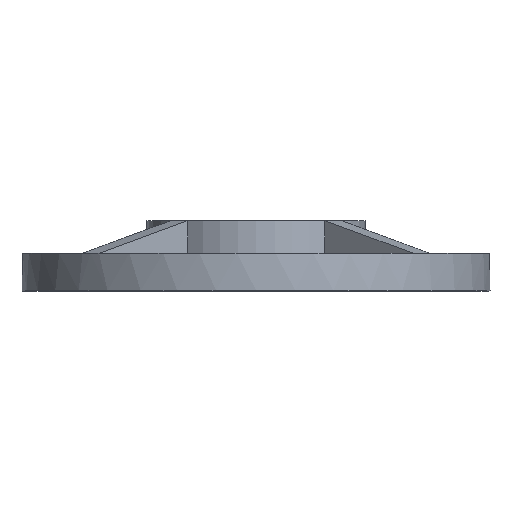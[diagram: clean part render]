
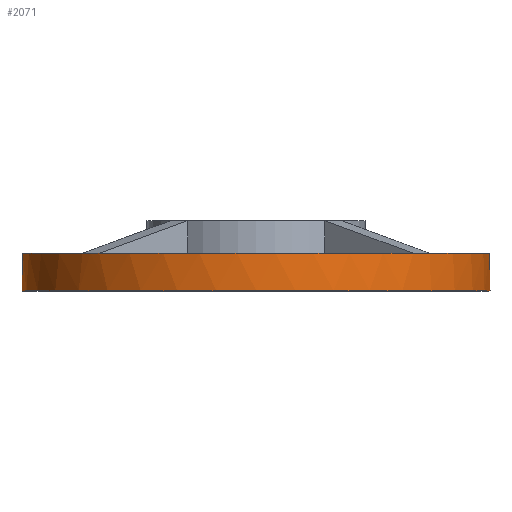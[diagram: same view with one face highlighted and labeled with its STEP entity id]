
A CAD part, top view. The second image highlights one B-rep face of the part: STEP entity #2071.
In plain terms, the highlighted cylindrical face has radius 50 mm (diameter 100 mm), a full revolution.
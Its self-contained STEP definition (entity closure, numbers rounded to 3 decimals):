
#54 = CARTESIAN_POINT ( 'NONE',  ( -34.78, 8.036, -35.96 ) ) ;
#120 = CARTESIAN_POINT ( 'NONE',  ( -37.079, 8., 33.543 ) ) ;
#257 = DIRECTION ( 'NONE',  ( 0., 0., 1. ) ) ;
#280 = AXIS2_PLACEMENT_3D ( 'NONE', #4188, #586, #7808 ) ;
#351 = DIRECTION ( 'NONE',  ( 0., 1., 0. ) ) ;
#464 = CARTESIAN_POINT ( 'NONE',  ( 33.543, 8., 37.079 ) ) ;
#586 = DIRECTION ( 'NONE',  ( 0., 1., 0. ) ) ;
#608 = EDGE_CURVE ( 'NONE', #7548, #4234, #8936, .T. ) ;
#628 = CARTESIAN_POINT ( 'NONE',  ( 33.543, 8., -37.079 ) ) ;
#961 = CARTESIAN_POINT ( 'NONE',  ( -35.96, 8.036, -34.78 ) ) ;
#1207 = EDGE_CURVE ( 'NONE', #6839, #3854, #3277, .T. ) ;
#1446 = AXIS2_PLACEMENT_3D ( 'NONE', #10282, #2198, #257 ) ;
#1558 = CARTESIAN_POINT ( 'NONE',  ( 0., 8., 0. ) ) ;
#1670 = EDGE_CURVE ( 'NONE', #7908, #7908, #3989, .T. ) ;
#1732 = AXIS2_PLACEMENT_3D ( 'NONE', #10459, #9680, #5005 ) ;
#1910 = CARTESIAN_POINT ( 'NONE',  ( -37.079, 8., -33.543 ) ) ;
#2071 = ADVANCED_FACE ( 'NONE', ( #7300, #10566 ), #8440, .T. ) ;
#2114 = CARTESIAN_POINT ( 'NONE',  ( 37.079, 8., 33.543 ) ) ;
#2154 = EDGE_CURVE ( 'NONE', #6248, #4234, #3633, .T. ) ;
#2198 = DIRECTION ( 'NONE',  ( 0., 1., 0. ) ) ;
#2358 = ORIENTED_EDGE ( 'NONE', *, *, #7580, .F. ) ;
#2525 = CARTESIAN_POINT ( 'NONE',  ( 0., 0., 50. ) ) ;
#2565 = AXIS2_PLACEMENT_3D ( 'NONE', #5053, #351, #10338 ) ;
#2738 = DIRECTION ( 'NONE',  ( 0., 1., 0. ) ) ;
#3124 =( BOUNDED_CURVE ( )  B_SPLINE_CURVE ( 3, ( #1910, #961, #54, #11847 ),
 .UNSPECIFIED., .F., .F. ) 
 B_SPLINE_CURVE_WITH_KNOTS ( ( 4, 4 ),
 ( 3.092, 3.192 ),
 .UNSPECIFIED. ) 
 CURVE ( )  GEOMETRIC_REPRESENTATION_ITEM ( )  RATIONAL_B_SPLINE_CURVE ( ( 1., 0.999, 0.999, 1. ) ) 
 REPRESENTATION_ITEM ( '' )  );
#3214 = EDGE_LOOP ( 'NONE', ( #4611 ) ) ;
#3224 = ORIENTED_EDGE ( 'NONE', *, *, #5097, .F. ) ;
#3229 = ORIENTED_EDGE ( 'NONE', *, *, #1207, .T. ) ;
#3277 =( BOUNDED_CURVE ( )  B_SPLINE_CURVE ( 3, ( #4771, #8365, #3821, #10224 ),
 .UNSPECIFIED., .F., .F. ) 
 B_SPLINE_CURVE_WITH_KNOTS ( ( 4, 4 ),
 ( 3.092, 3.192 ),
 .UNSPECIFIED. ) 
 CURVE ( )  GEOMETRIC_REPRESENTATION_ITEM ( )  RATIONAL_B_SPLINE_CURVE ( ( 1., 0.999, 0.999, 1. ) ) 
 REPRESENTATION_ITEM ( '' )  );
#3413 = VERTEX_POINT ( 'NONE', #4580 ) ;
#3575 = EDGE_LOOP ( 'NONE', ( #4583, #3229, #2358, #11671, #3224, #11700, #8702, #9441 ) ) ;
#3633 =( BOUNDED_CURVE ( )  B_SPLINE_CURVE ( 3, ( #628, #5964, #7812, #6922 ),
 .UNSPECIFIED., .F., .T. ) 
 B_SPLINE_CURVE_WITH_KNOTS ( ( 4, 4 ),
 ( 3.092, 3.192 ),
 .UNSPECIFIED. ) 
 CURVE ( )  GEOMETRIC_REPRESENTATION_ITEM ( )  RATIONAL_B_SPLINE_CURVE ( ( 1., 0.999, 0.999, 1. ) ) 
 REPRESENTATION_ITEM ( '' )  );
#3821 = CARTESIAN_POINT ( 'NONE',  ( -35.96, 8.036, 34.78 ) ) ;
#3854 = VERTEX_POINT ( 'NONE', #120 ) ;
#3989 = CIRCLE ( 'NONE', #6272, 50. ) ;
#4098 = EDGE_CURVE ( 'NONE', #7548, #3413, #10369, .T. ) ;
#4188 = CARTESIAN_POINT ( 'NONE',  ( 0., 8., 0. ) ) ;
#4234 = VERTEX_POINT ( 'NONE', #4298 ) ;
#4298 = CARTESIAN_POINT ( 'NONE',  ( 37.079, 8., -33.543 ) ) ;
#4580 = CARTESIAN_POINT ( 'NONE',  ( 33.543, 8., 37.079 ) ) ;
#4583 = ORIENTED_EDGE ( 'NONE', *, *, #5526, .F. ) ;
#4611 = ORIENTED_EDGE ( 'NONE', *, *, #1670, .T. ) ;
#4674 = AXIS2_PLACEMENT_3D ( 'NONE', #1558, #11428, #6970 ) ;
#4714 = CARTESIAN_POINT ( 'NONE',  ( -37.079, 8., -33.543 ) ) ;
#4771 = CARTESIAN_POINT ( 'NONE',  ( -33.543, 8., 37.079 ) ) ;
#5005 = DIRECTION ( 'NONE',  ( 0., 0., -1. ) ) ;
#5053 = CARTESIAN_POINT ( 'NONE',  ( 0., 8., 0. ) ) ;
#5097 = EDGE_CURVE ( 'NONE', #6248, #8305, #7413, .T. ) ;
#5378 = DIRECTION ( 'NONE',  ( 0., 0., 1. ) ) ;
#5526 = EDGE_CURVE ( 'NONE', #6839, #3413, #6126, .T. ) ;
#5964 = CARTESIAN_POINT ( 'NONE',  ( 34.78, 8.036, -35.96 ) ) ;
#6126 = CIRCLE ( 'NONE', #280, 50. ) ;
#6248 = VERTEX_POINT ( 'NONE', #8523 ) ;
#6272 = AXIS2_PLACEMENT_3D ( 'NONE', #7173, #2738, #5378 ) ;
#6742 = CARTESIAN_POINT ( 'NONE',  ( 35.96, 8.036, 34.78 ) ) ;
#6839 = VERTEX_POINT ( 'NONE', #8538 ) ;
#6922 = CARTESIAN_POINT ( 'NONE',  ( 37.079, 8., -33.543 ) ) ;
#6970 = DIRECTION ( 'NONE',  ( 0., 0., 1. ) ) ;
#7173 = CARTESIAN_POINT ( 'NONE',  ( 0., 0., 0. ) ) ;
#7300 = FACE_OUTER_BOUND ( 'NONE', #3575, .T. ) ;
#7413 = CIRCLE ( 'NONE', #4674, 50. ) ;
#7548 = VERTEX_POINT ( 'NONE', #2114 ) ;
#7580 = EDGE_CURVE ( 'NONE', #10158, #3854, #10753, .T. ) ;
#7679 = CARTESIAN_POINT ( 'NONE',  ( 34.78, 8.036, 35.96 ) ) ;
#7808 = DIRECTION ( 'NONE',  ( 0., 0., 1. ) ) ;
#7812 = CARTESIAN_POINT ( 'NONE',  ( 35.96, 8.036, -34.78 ) ) ;
#7908 = VERTEX_POINT ( 'NONE', #2525 ) ;
#8305 = VERTEX_POINT ( 'NONE', #10197 ) ;
#8365 = CARTESIAN_POINT ( 'NONE',  ( -34.78, 8.036, 35.96 ) ) ;
#8440 = CYLINDRICAL_SURFACE ( 'NONE', #1732, 50. ) ;
#8523 = CARTESIAN_POINT ( 'NONE',  ( 33.543, 8., -37.079 ) ) ;
#8538 = CARTESIAN_POINT ( 'NONE',  ( -33.543, 8., 37.079 ) ) ;
#8702 = ORIENTED_EDGE ( 'NONE', *, *, #608, .F. ) ;
#8936 = CIRCLE ( 'NONE', #2565, 50. ) ;
#9441 = ORIENTED_EDGE ( 'NONE', *, *, #4098, .T. ) ;
#9680 = DIRECTION ( 'NONE',  ( 0., -1., 0. ) ) ;
#10158 = VERTEX_POINT ( 'NONE', #4714 ) ;
#10197 = CARTESIAN_POINT ( 'NONE',  ( -33.543, 8., -37.079 ) ) ;
#10224 = CARTESIAN_POINT ( 'NONE',  ( -37.079, 8., 33.543 ) ) ;
#10282 = CARTESIAN_POINT ( 'NONE',  ( 0., 8., 0. ) ) ;
#10338 = DIRECTION ( 'NONE',  ( 0., 0., 1. ) ) ;
#10369 =( BOUNDED_CURVE ( )  B_SPLINE_CURVE ( 3, ( #11364, #6742, #7679, #464 ),
 .UNSPECIFIED., .F., .T. ) 
 B_SPLINE_CURVE_WITH_KNOTS ( ( 4, 4 ),
 ( 3.092, 3.192 ),
 .UNSPECIFIED. ) 
 CURVE ( )  GEOMETRIC_REPRESENTATION_ITEM ( )  RATIONAL_B_SPLINE_CURVE ( ( 1., 0.999, 0.999, 1. ) ) 
 REPRESENTATION_ITEM ( '' )  );
#10459 = CARTESIAN_POINT ( 'NONE',  ( 0., 8., 0. ) ) ;
#10551 = EDGE_CURVE ( 'NONE', #10158, #8305, #3124, .T. ) ;
#10566 = FACE_OUTER_BOUND ( 'NONE', #3214, .T. ) ;
#10753 = CIRCLE ( 'NONE', #1446, 50. ) ;
#11364 = CARTESIAN_POINT ( 'NONE',  ( 37.079, 8., 33.543 ) ) ;
#11428 = DIRECTION ( 'NONE',  ( 0., 1., 0. ) ) ;
#11671 = ORIENTED_EDGE ( 'NONE', *, *, #10551, .T. ) ;
#11700 = ORIENTED_EDGE ( 'NONE', *, *, #2154, .T. ) ;
#11847 = CARTESIAN_POINT ( 'NONE',  ( -33.543, 8., -37.079 ) ) ;
